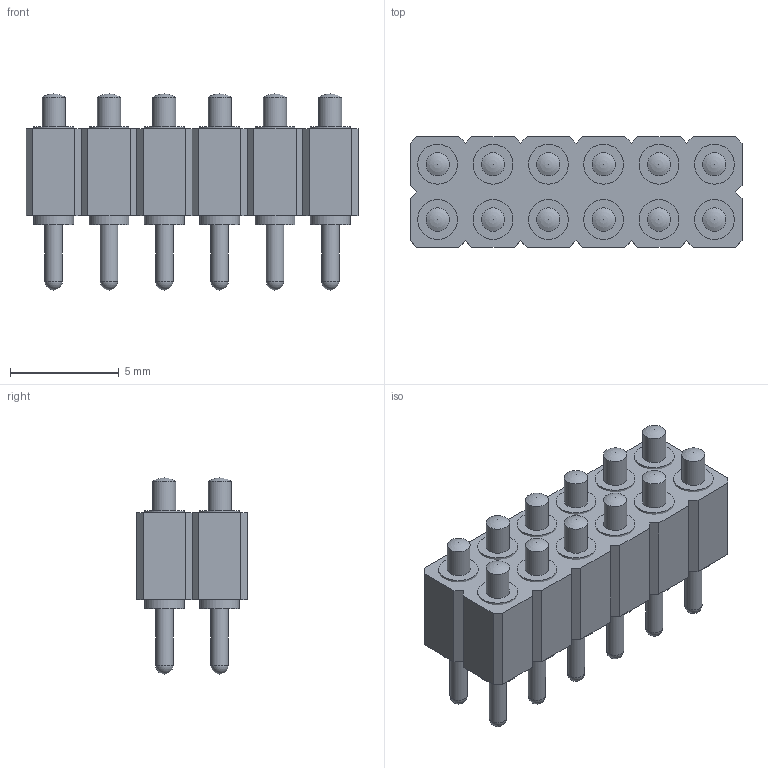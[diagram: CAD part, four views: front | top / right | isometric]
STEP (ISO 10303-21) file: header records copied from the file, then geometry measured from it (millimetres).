
FILE_DESCRIPTION(/* description */ (''),/* implementation_level */ '2;1');
FILE_NAME(/* name */ '813-S1-012-10-014.step',/* time_stamp */ '2021-01-08T11:06:05+00:00',/* author */ (''),/* organization */ (''),/* preprocessor_version */ 'ST-DEVELOPER v18.1',/* originating_system */ 'Autodesk Translation Framework v9.7.1.1290',/* authorisation */ '');
FILE_SCHEMA (('AUTOMOTIVE_DESIGN { 1 0 10303 214 3 1 1 }'));
Length unit declared in the file: millimetre
Products named in the file (1): 813-S1-012-10-014
Bounding box: 15.24 x 5.08 x 9 mm (x, y, z)
Volume: 479.4 mm3; surface area: 837.3 mm2
Topology: 13 solids, 13 shells, 130 faces, 288 edges, 184 vertices
Faces by surface type: plane 70, cylinder 36, sphere 24
Full cylindrical faces by diameter (mm): 0.8 x12, 1.07 x12, 1.83 x12
Entity records: 3491 total; most frequent: DIRECTION 622, CARTESIAN_POINT 579, ORIENTED_EDGE 528, EDGE_CURVE 264, AXIS2_PLACEMENT_3D 227, VERTEX_POINT 184, LINE 168, VECTOR 168
